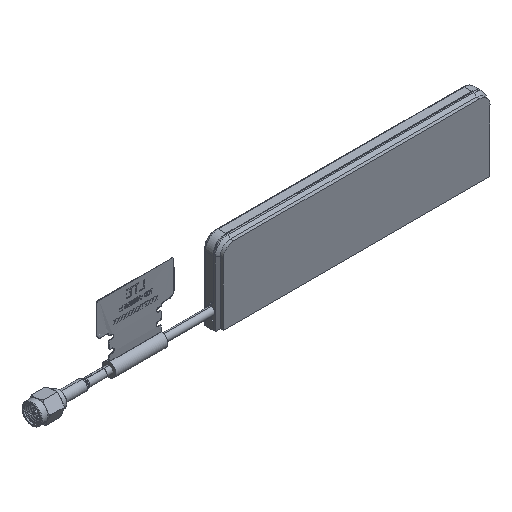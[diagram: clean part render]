
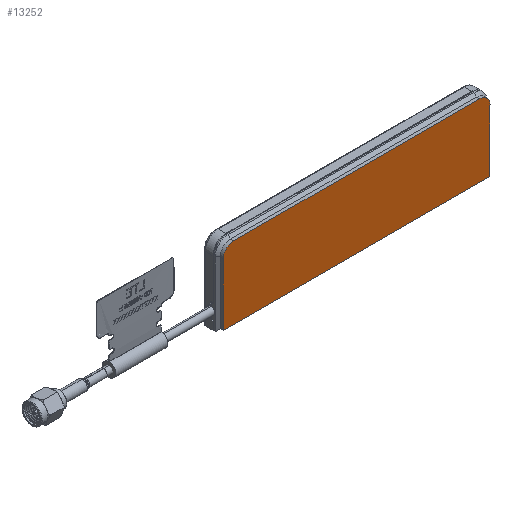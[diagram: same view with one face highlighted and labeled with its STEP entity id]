
A CAD part, isometric view. The second image highlights one B-rep face of the part: STEP entity #13252.
In plain terms, the highlighted planar face has unit normal (0, -1, 0).
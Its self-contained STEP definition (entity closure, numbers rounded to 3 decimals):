
#104 = CARTESIAN_POINT ( 'NONE',  ( -39.801, 14.034, 119. ) ) ;
#517 = B_SPLINE_CURVE_WITH_KNOTS ( 'NONE', 3,
 ( #12207, #13133, #10646, #10759 ),
 .UNSPECIFIED., .F., .F.,
 ( 4, 4 ),
 ( 0., 1. ),
 .UNSPECIFIED. ) ;
#1979 = CARTESIAN_POINT ( 'NONE',  ( 55.199, 14.034, 119. ) ) ;
#1996 = CARTESIAN_POINT ( 'NONE',  ( -42.999, 14.034, 117.458 ) ) ;
#2182 = CARTESIAN_POINT ( 'NONE',  ( -42.259, 14.034, 118.199 ) ) ;
#2378 = CARTESIAN_POINT ( 'NONE',  ( -43.801, 14.034, 115. ) ) ;
#2383 = EDGE_CURVE ( 'NONE', #14135, #14946, #12472, .T. ) ;
#2467 = EDGE_CURVE ( 'NONE', #13068, #16580, #9698, .T. ) ;
#3321 = CARTESIAN_POINT ( 'NONE',  ( 58.403, 14.034, 117.454 ) ) ;
#3339 = CARTESIAN_POINT ( 'NONE',  ( -40.848, 14.034, 118.896 ) ) ;
#3361 = VERTEX_POINT ( 'NONE', #104 ) ;
#3399 = CARTESIAN_POINT ( 'NONE',  ( -43.801, 14.034, 115. ) ) ;
#3447 = CARTESIAN_POINT ( 'NONE',  ( 57.653, 14.034, 118.203 ) ) ;
#3530 = CARTESIAN_POINT ( 'NONE',  ( -43.696, 14.034, 116.047 ) ) ;
#3612 = CARTESIAN_POINT ( 'NONE',  ( 59.199, 14.034, 91. ) ) ;
#4413 = CARTESIAN_POINT ( 'NONE',  ( -43.801, 14.034, 91. ) ) ;
#4647 = CARTESIAN_POINT ( 'NONE',  ( 55.73, 14.034, 119. ) ) ;
#4771 = EDGE_CURVE ( 'NONE', #14946, #13068, #12195, .T. ) ;
#4800 = CARTESIAN_POINT ( 'NONE',  ( -40.324, 14.034, 119. ) ) ;
#5104 = FACE_OUTER_BOUND ( 'NONE', #8603, .T. ) ;
#5471 = CARTESIAN_POINT ( 'NONE',  ( -43.801, 14.034, 107. ) ) ;
#6174 = CARTESIAN_POINT ( 'NONE',  ( -41.815, 14.034, 118.495 ) ) ;
#7539 = CARTESIAN_POINT ( 'NONE',  ( 59.199, 14.034, 115. ) ) ;
#7691 = B_SPLINE_CURVE_WITH_KNOTS ( 'NONE', 3,
 ( #3399, #8997, #3530, #10194, #1996, #2182, #6174, #3339, #4800, #17356 ),
 .UNSPECIFIED., .F., .F.,
 ( 4, 2, 2, 2, 4 ),
 ( 0., 0.25, 0.5, 0.75, 1. ),
 .UNSPECIFIED. ) ;
#7971 = EDGE_CURVE ( 'NONE', #16580, #3361, #517, .T. ) ;
#8006 = DIRECTION ( 'NONE',  ( 0., -1., 0. ) ) ;
#8137 = CARTESIAN_POINT ( 'NONE',  ( -43.801, 14.034, 91. ) ) ;
#8597 = CARTESIAN_POINT ( 'NONE',  ( -9.467, 14.034, 91. ) ) ;
#8603 = EDGE_LOOP ( 'NONE', ( #15763, #12403, #10140, #9239, #13178, #13710 ) ) ;
#8920 = CARTESIAN_POINT ( 'NONE',  ( 56.24, 14.034, 118.899 ) ) ;
#8979 = CARTESIAN_POINT ( 'NONE',  ( 59.199, 14.034, 115.53 ) ) ;
#8997 = CARTESIAN_POINT ( 'NONE',  ( -43.801, 14.034, 115.524 ) ) ;
#9134 = EDGE_CURVE ( 'NONE', #11343, #3361, #7691, .T. ) ;
#9239 = ORIENTED_EDGE ( 'NONE', *, *, #2383, .T. ) ;
#9439 = CARTESIAN_POINT ( 'NONE',  ( -43.801, 14.034, 91. ) ) ;
#9698 = B_SPLINE_CURVE_WITH_KNOTS ( 'NONE', 3,
 ( #10308, #8979, #11567, #13038, #3321, #3447, #14436, #8920, #4647, #1979 ),
 .UNSPECIFIED., .F., .F.,
 ( 4, 2, 2, 2, 4 ),
 ( 0., 0.25, 0.5, 0.75, 1. ),
 .UNSPECIFIED. ) ;
#9930 = CARTESIAN_POINT ( 'NONE',  ( 59.199, 14.034, 91. ) ) ;
#10048 = CARTESIAN_POINT ( 'NONE',  ( 24.866, 14.034, 91. ) ) ;
#10070 = CARTESIAN_POINT ( 'NONE',  ( 55.199, 14.034, 119. ) ) ;
#10140 = ORIENTED_EDGE ( 'NONE', *, *, #15853, .T. ) ;
#10194 = CARTESIAN_POINT ( 'NONE',  ( -43.296, 14.034, 117.015 ) ) ;
#10219 = CARTESIAN_POINT ( 'NONE',  ( 59.199, 14.034, 107. ) ) ;
#10308 = CARTESIAN_POINT ( 'NONE',  ( 59.199, 14.034, 115. ) ) ;
#10646 = CARTESIAN_POINT ( 'NONE',  ( -8.134, 14.034, 119. ) ) ;
#10759 = CARTESIAN_POINT ( 'NONE',  ( -39.801, 14.034, 119. ) ) ;
#10828 = CARTESIAN_POINT ( 'NONE',  ( -43.801, 14.034, 99. ) ) ;
#11343 = VERTEX_POINT ( 'NONE', #15140 ) ;
#11567 = CARTESIAN_POINT ( 'NONE',  ( 59.098, 14.034, 116.041 ) ) ;
#12195 = B_SPLINE_CURVE_WITH_KNOTS ( 'NONE', 3,
 ( #15930, #16046, #10219, #13267 ),
 .UNSPECIFIED., .F., .F.,
 ( 4, 4 ),
 ( 0., 1. ),
 .UNSPECIFIED. ) ;
#12207 = CARTESIAN_POINT ( 'NONE',  ( 55.199, 14.034, 119. ) ) ;
#12403 = ORIENTED_EDGE ( 'NONE', *, *, #9134, .F. ) ;
#12472 = B_SPLINE_CURVE_WITH_KNOTS ( 'NONE', 3,
 ( #4413, #8597, #10048, #9930 ),
 .UNSPECIFIED., .F., .F.,
 ( 4, 4 ),
 ( 0., 1. ),
 .UNSPECIFIED. ) ;
#13038 = CARTESIAN_POINT ( 'NONE',  ( 58.692, 14.034, 117.021 ) ) ;
#13068 = VERTEX_POINT ( 'NONE', #7539 ) ;
#13133 = CARTESIAN_POINT ( 'NONE',  ( 23.533, 14.034, 119. ) ) ;
#13178 = ORIENTED_EDGE ( 'NONE', *, *, #4771, .T. ) ;
#13252 = ADVANCED_FACE ( 'NONE', ( #5104 ), #14736, .T. ) ;
#13267 = CARTESIAN_POINT ( 'NONE',  ( 59.199, 14.034, 115. ) ) ;
#13674 = DIRECTION ( 'NONE',  ( 0., 0., -1. ) ) ;
#13710 = ORIENTED_EDGE ( 'NONE', *, *, #2467, .T. ) ;
#14135 = VERTEX_POINT ( 'NONE', #8137 ) ;
#14336 = AXIS2_PLACEMENT_3D ( 'NONE', #17792, #8006, #13674 ) ;
#14436 = CARTESIAN_POINT ( 'NONE',  ( 57.22, 14.034, 118.493 ) ) ;
#14736 = PLANE ( 'NONE',  #14336 ) ;
#14946 = VERTEX_POINT ( 'NONE', #3612 ) ;
#15140 = CARTESIAN_POINT ( 'NONE',  ( -43.801, 14.034, 115. ) ) ;
#15761 = B_SPLINE_CURVE_WITH_KNOTS ( 'NONE', 3,
 ( #2378, #5471, #10828, #9439 ),
 .UNSPECIFIED., .F., .F.,
 ( 4, 4 ),
 ( 0., 1. ),
 .UNSPECIFIED. ) ;
#15763 = ORIENTED_EDGE ( 'NONE', *, *, #7971, .T. ) ;
#15853 = EDGE_CURVE ( 'NONE', #11343, #14135, #15761, .T. ) ;
#15930 = CARTESIAN_POINT ( 'NONE',  ( 59.199, 14.034, 91. ) ) ;
#16046 = CARTESIAN_POINT ( 'NONE',  ( 59.199, 14.034, 99. ) ) ;
#16580 = VERTEX_POINT ( 'NONE', #10070 ) ;
#17356 = CARTESIAN_POINT ( 'NONE',  ( -39.801, 14.034, 119. ) ) ;
#17792 = CARTESIAN_POINT ( 'NONE',  ( 55.199, 14.034, 115. ) ) ;
